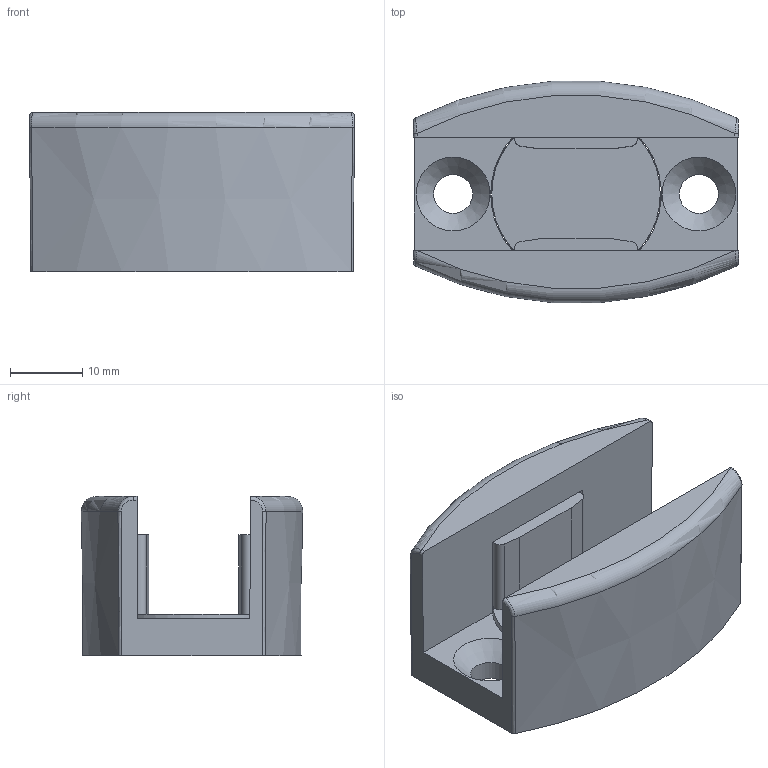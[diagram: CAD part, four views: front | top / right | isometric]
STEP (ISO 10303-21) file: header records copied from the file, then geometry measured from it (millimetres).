
FILE_DESCRIPTION(/* description */ (''),/* implementation_level */ '2;1');
FILE_NAME(/* name */ '1112-4.stp',/* time_stamp */ '2019-08-05T12:00:10+02:00',/* author */ ('Marc'),/* organization */ (''),/* preprocessor_version */ 'ST-DEVELOPER v17.2',/* originating_system */ 'Autodesk Inventor 2019',/* authorisation */ '');
FILE_SCHEMA (('AUTOMOTIVE_DESIGN { 1 0 10303 214 3 1 1 }'));
Length unit declared in the file: millimetre
Products named in the file (3): 1112-4; 1112-4.1; 1112-4.2
Assembly tree (2 placements, depth 2):
  1112-4
    1112-4.1
    1112-4.2
Bounding box: 44.98 x 30.63 x 22 mm (x, y, z)
Volume: 15129.1 mm3; surface area: 8207.6 mm2
Topology: 2 solids, 2 shells, 135 faces, 366 edges, 242 vertices
Faces by surface type: plane 61, bspline 52, cylinder 16, cone 4, torus 2
Full cylindrical faces by diameter (mm): 5.4 x2, 23.3 x1, 23.6 x1
Entity records: 4888 total; most frequent: CARTESIAN_POINT 1678, ORIENTED_EDGE 732, DIRECTION 494, EDGE_CURVE 366, VERTEX_POINT 242, LINE 190, VECTOR 190, AXIS2_PLACEMENT_3D 152
